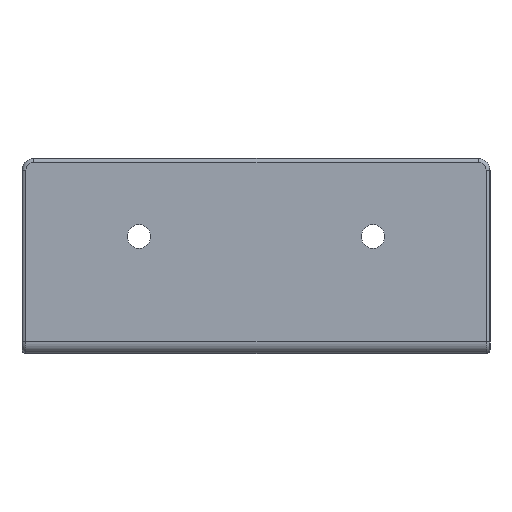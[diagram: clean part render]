
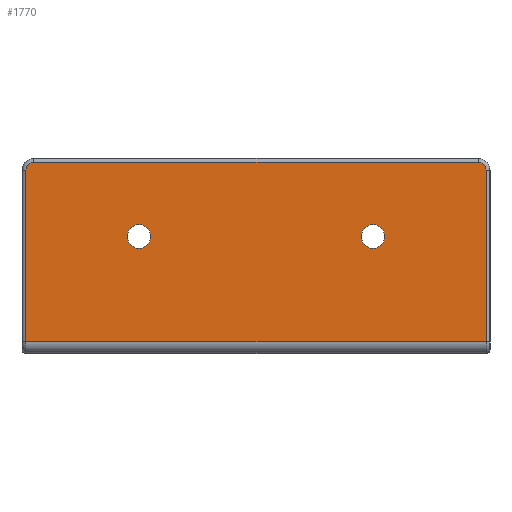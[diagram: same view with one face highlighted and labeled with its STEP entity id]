
A CAD part, left-side view. The second image highlights one B-rep face of the part: STEP entity #1770.
In plain terms, the highlighted planar face has unit normal (-1, 0, 0).
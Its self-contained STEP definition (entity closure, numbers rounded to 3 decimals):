
#163=CARTESIAN_POINT('',(-110.,57.,47.));
#164=DIRECTION('',(1.,0.,0.));
#165=DIRECTION('',(0.,1.,0.));
#166=AXIS2_PLACEMENT_3D('',#163,#164,#165);
#168=DIRECTION('',(0.,-1.,0.));
#169=VECTOR('',#168,114.);
#170=CARTESIAN_POINT('',(-110.,57.,49.));
#171=LINE('',#170,#169);
#172=CARTESIAN_POINT('',(-110.,-57.,47.));
#173=DIRECTION('',(1.,0.,0.));
#174=DIRECTION('',(0.,0.,1.));
#175=AXIS2_PLACEMENT_3D('',#172,#173,#174);
#177=DIRECTION('',(0.,0.,-1.));
#178=VECTOR('',#177,44.);
#179=CARTESIAN_POINT('',(-110.,-59.,47.));
#180=LINE('',#179,#178);
#181=DIRECTION('',(0.,-1.,0.));
#182=VECTOR('',#181,118.);
#183=CARTESIAN_POINT('',(-110.,59.,3.));
#184=LINE('',#183,#182);
#185=DIRECTION('',(0.,0.,1.));
#186=VECTOR('',#185,44.);
#187=CARTESIAN_POINT('',(-110.,59.,3.));
#188=LINE('',#187,#186);
#189=CARTESIAN_POINT('',(-110.,30.,30.));
#190=DIRECTION('',(1.,0.,0.));
#191=DIRECTION('',(0.,0.,-1.));
#192=AXIS2_PLACEMENT_3D('',#189,#190,#191);
#194=CARTESIAN_POINT('',(-110.,30.,30.));
#195=DIRECTION('',(1.,0.,0.));
#196=DIRECTION('',(0.,0.,1.));
#197=AXIS2_PLACEMENT_3D('',#194,#195,#196);
#199=CARTESIAN_POINT('',(-110.,-30.,30.));
#200=DIRECTION('',(1.,0.,0.));
#201=DIRECTION('',(0.,0.,-1.));
#202=AXIS2_PLACEMENT_3D('',#199,#200,#201);
#204=CARTESIAN_POINT('',(-110.,-30.,30.));
#205=DIRECTION('',(1.,0.,0.));
#206=DIRECTION('',(0.,0.,1.));
#207=AXIS2_PLACEMENT_3D('',#204,#205,#206);
#1161=CARTESIAN_POINT('',(-110.,59.,47.));
#1162=CARTESIAN_POINT('',(-110.,57.,49.));
#1163=VERTEX_POINT('',#1161);
#1164=VERTEX_POINT('',#1162);
#1167=CARTESIAN_POINT('',(-110.,-57.,49.));
#1168=VERTEX_POINT('',#1167);
#1171=CARTESIAN_POINT('',(-110.,-59.,47.));
#1172=VERTEX_POINT('',#1171);
#1175=CARTESIAN_POINT('',(-110.,-59.,3.));
#1176=VERTEX_POINT('',#1175);
#1219=CARTESIAN_POINT('',(-110.,59.,3.));
#1220=VERTEX_POINT('',#1219);
#1325=CARTESIAN_POINT('',(-110.,30.,27.));
#1326=CARTESIAN_POINT('',(-110.,30.,33.));
#1327=VERTEX_POINT('',#1325);
#1328=VERTEX_POINT('',#1326);
#1329=CARTESIAN_POINT('',(-110.,-30.,27.));
#1330=CARTESIAN_POINT('',(-110.,-30.,33.));
#1331=VERTEX_POINT('',#1329);
#1332=VERTEX_POINT('',#1330);
#1741=CARTESIAN_POINT('',(-110.,-60.,0.));
#1742=DIRECTION('',(-1.,0.,0.));
#1743=DIRECTION('',(0.,0.,1.));
#1744=AXIS2_PLACEMENT_3D('',#1741,#1742,#1743);
#1745=PLANE('',#1744);
#1747=ORIENTED_EDGE('',*,*,#1746,.T.);
#1749=ORIENTED_EDGE('',*,*,#1748,.T.);
#1750=ORIENTED_EDGE('',*,*,#1734,.T.);
#1751=ORIENTED_EDGE('',*,*,#1521,.T.);
#1753=ORIENTED_EDGE('',*,*,#1752,.F.);
#1755=ORIENTED_EDGE('',*,*,#1754,.T.);
#1756=EDGE_LOOP('',(#1747,#1749,#1750,#1751,#1753,#1755));
#1757=FACE_OUTER_BOUND('',#1756,.F.);
#1759=ORIENTED_EDGE('',*,*,#1758,.F.);
#1761=ORIENTED_EDGE('',*,*,#1760,.F.);
#1762=EDGE_LOOP('',(#1759,#1761));
#1763=FACE_BOUND('',#1762,.F.);
#1765=ORIENTED_EDGE('',*,*,#1764,.F.);
#1767=ORIENTED_EDGE('',*,*,#1766,.F.);
#1768=EDGE_LOOP('',(#1765,#1767));
#1769=FACE_BOUND('',#1768,.F.);
#1770=ADVANCED_FACE('',(#1757,#1763,#1769),#1745,.T.);
#167=CIRCLE('',#166,2.);
#176=CIRCLE('',#175,2.);
#193=CIRCLE('',#192,3.);
#198=CIRCLE('',#197,3.);
#203=CIRCLE('',#202,3.);
#208=CIRCLE('',#207,3.);
#1521=EDGE_CURVE('',#1172,#1176,#180,.T.);
#1734=EDGE_CURVE('',#1168,#1172,#176,.T.);
#1746=EDGE_CURVE('',#1163,#1164,#167,.T.);
#1748=EDGE_CURVE('',#1164,#1168,#171,.T.);
#1752=EDGE_CURVE('',#1220,#1176,#184,.T.);
#1754=EDGE_CURVE('',#1220,#1163,#188,.T.);
#1758=EDGE_CURVE('',#1327,#1328,#193,.T.);
#1760=EDGE_CURVE('',#1328,#1327,#198,.T.);
#1764=EDGE_CURVE('',#1331,#1332,#203,.T.);
#1766=EDGE_CURVE('',#1332,#1331,#208,.T.);
